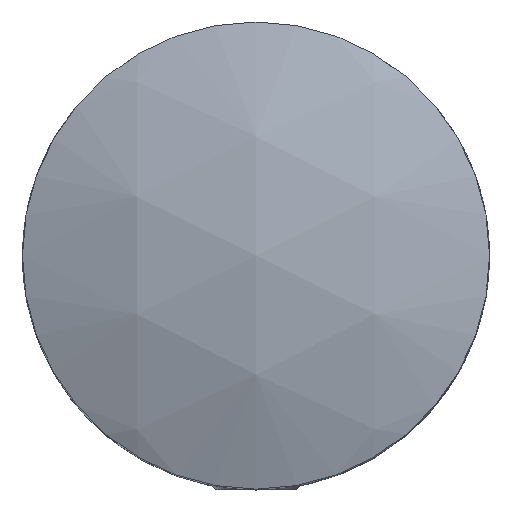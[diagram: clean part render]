
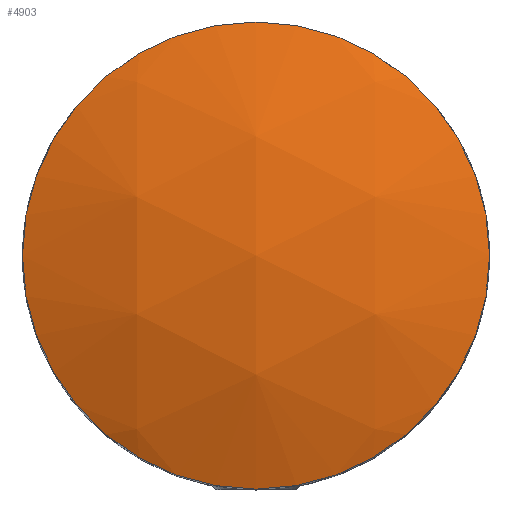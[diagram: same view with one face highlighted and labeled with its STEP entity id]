
A CAD part, top view. The second image highlights one B-rep face of the part: STEP entity #4903.
In plain terms, the highlighted spherical face has radius 28 mm.
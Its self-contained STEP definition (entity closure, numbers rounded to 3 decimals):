
#1149 = SPHERICAL_SURFACE ( 'NONE', #10636, 28. ) ;
#2057 = DIRECTION ( 'NONE',  ( 0., 1., 0. ) ) ;
#2137 = CARTESIAN_POINT ( 'NONE',  ( 0., 0., -2. ) ) ;
#2205 = DIRECTION ( 'NONE',  ( -1., 0., 0. ) ) ;
#4669 = FACE_OUTER_BOUND ( 'NONE', #21018, .T. ) ;
#4903 = ADVANCED_FACE ( 'NONE', ( #4669 ), #1149, .T. ) ;
#5356 = CIRCLE ( 'NONE', #5844, 11. ) ;
#5844 = AXIS2_PLACEMENT_3D ( 'NONE', #20891, #20820, #8387 ) ;
#6819 = ORIENTED_EDGE ( 'NONE', *, *, #11815, .T. ) ;
#8387 = DIRECTION ( 'NONE',  ( 1., 0., 0. ) ) ;
#8590 = CARTESIAN_POINT ( 'NONE',  ( 11., 0., 23.749 ) ) ;
#10636 = AXIS2_PLACEMENT_3D ( 'NONE', #2137, #2205, #2057 ) ;
#11815 = EDGE_CURVE ( 'NONE', #20692, #20692, #5356, .T. ) ;
#20692 = VERTEX_POINT ( 'NONE', #8590 ) ;
#20820 = DIRECTION ( 'NONE',  ( 0., 0., 1. ) ) ;
#20891 = CARTESIAN_POINT ( 'NONE',  ( 0., 0., 23.749 ) ) ;
#21018 = EDGE_LOOP ( 'NONE', ( #6819 ) ) ;
